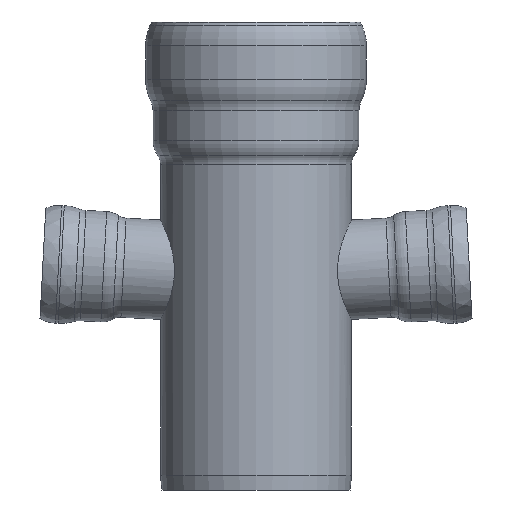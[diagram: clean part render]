
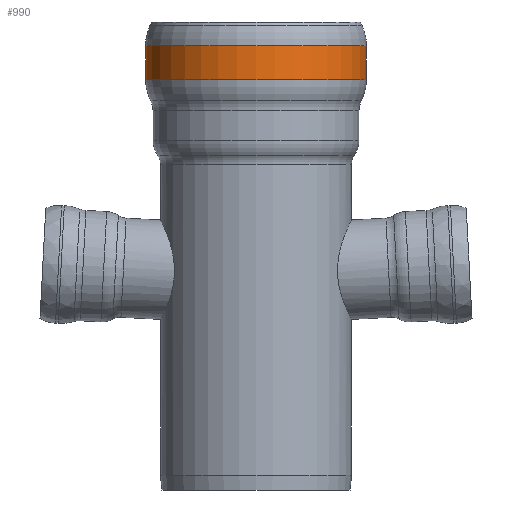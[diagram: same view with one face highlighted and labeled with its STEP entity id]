
A CAD part, front view. The second image highlights one B-rep face of the part: STEP entity #990.
In plain terms, the highlighted conical face has half-angle 0 degrees and reference radius 590 mm.
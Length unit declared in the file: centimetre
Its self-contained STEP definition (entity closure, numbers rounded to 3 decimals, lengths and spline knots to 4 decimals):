
#82=CIRCLE('',#1070,58.9999);
#83=CIRCLE('',#1071,58.9999);
#84=CIRCLE('',#1073,59.);
#85=CIRCLE('',#1074,59.);
#184=CONICAL_SURFACE('',#1072,59.,0.);
#198=FACE_OUTER_BOUND('',#259,.T.);
#259=EDGE_LOOP('',(#692,#693,#694,#695,#696,#697));
#321=LINE('',#2149,#347);
#347=VECTOR('',#1278,59.);
#404=VERTEX_POINT('',#2142);
#405=VERTEX_POINT('',#2144);
#406=VERTEX_POINT('',#2148);
#407=VERTEX_POINT('',#2150);
#515=EDGE_CURVE('',#404,#405,#82,.T.);
#516=EDGE_CURVE('',#405,#404,#83,.T.);
#517=EDGE_CURVE('',#405,#406,#321,.T.);
#518=EDGE_CURVE('',#406,#407,#84,.T.);
#519=EDGE_CURVE('',#407,#406,#85,.T.);
#692=ORIENTED_EDGE('',*,*,#515,.F.);
#693=ORIENTED_EDGE('',*,*,#516,.F.);
#694=ORIENTED_EDGE('',*,*,#517,.T.);
#695=ORIENTED_EDGE('',*,*,#518,.T.);
#696=ORIENTED_EDGE('',*,*,#519,.T.);
#697=ORIENTED_EDGE('',*,*,#517,.F.);
#990=ADVANCED_FACE('',(#198),#184,.T.);
#1070=AXIS2_PLACEMENT_3D('',#2145,#1272,#1273);
#1071=AXIS2_PLACEMENT_3D('',#2146,#1274,#1275);
#1072=AXIS2_PLACEMENT_3D('',#2147,#1276,#1277);
#1073=AXIS2_PLACEMENT_3D('',#2151,#1279,#1280);
#1074=AXIS2_PLACEMENT_3D('',#2152,#1281,#1282);
#1272=DIRECTION('center_axis',(0.,0.,-1.));
#1273=DIRECTION('ref_axis',(1.,0.,0.));
#1274=DIRECTION('center_axis',(0.,0.,-1.));
#1275=DIRECTION('ref_axis',(1.,0.,0.));
#1276=DIRECTION('center_axis',(0.,0.,1.));
#1277=DIRECTION('ref_axis',(-1.,0.,0.));
#1278=DIRECTION('',(0.,0.,1.));
#1279=DIRECTION('center_axis',(0.,0.,-1.));
#1280=DIRECTION('ref_axis',(1.,0.,0.));
#1281=DIRECTION('center_axis',(0.,0.,-1.));
#1282=DIRECTION('ref_axis',(1.,0.,0.));
#2142=CARTESIAN_POINT('',(0.,-58.9999,40.7587));
#2144=CARTESIAN_POINT('',(58.9999,0.,40.7587));
#2145=CARTESIAN_POINT('Origin',(0.,0.,40.7587));
#2146=CARTESIAN_POINT('Origin',(0.,0.,40.7587));
#2147=CARTESIAN_POINT('Origin',(0.,0.,49.8398));
#2148=CARTESIAN_POINT('',(59.,0.,58.9209));
#2149=CARTESIAN_POINT('',(59.,0.,49.8398));
#2150=CARTESIAN_POINT('',(0.,-59.,58.9209));
#2151=CARTESIAN_POINT('Origin',(0.,0.,58.9209));
#2152=CARTESIAN_POINT('Origin',(0.,0.,58.9209));
